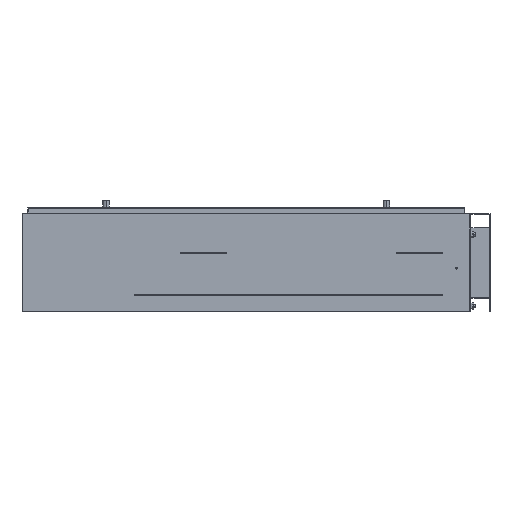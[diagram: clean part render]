
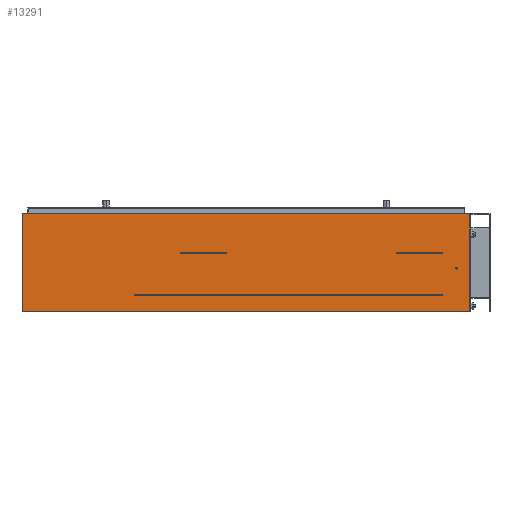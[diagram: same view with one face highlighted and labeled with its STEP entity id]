
A CAD part, left-side view. The second image highlights one B-rep face of the part: STEP entity #13291.
In plain terms, the highlighted planar face has unit normal (-1, 0, 0).
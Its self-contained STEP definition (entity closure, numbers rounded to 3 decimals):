
#1073 = VECTOR ( 'NONE', #12412, 1000. ) ;
#2263 = DIRECTION ( 'NONE',  ( 1., 0., 0. ) ) ;
#3459 = EDGE_CURVE ( 'NONE', #22543, #25604, #8272, .T. ) ;
#3555 = VECTOR ( 'NONE', #6555, 1000. ) ;
#4960 = VECTOR ( 'NONE', #6303, 1000. ) ;
#6303 = DIRECTION ( 'NONE',  ( 0., -1., 0. ) ) ;
#6555 = DIRECTION ( 'NONE',  ( 0., -1., 0. ) ) ;
#6584 = PLANE ( 'NONE',  #17064 ) ;
#7360 = ORIENTED_EDGE ( 'NONE', *, *, #27823, .T. ) ;
#7421 = FACE_OUTER_BOUND ( 'NONE', #13467, .T. ) ;
#8272 = LINE ( 'NONE', #14631, #1073 ) ;
#8375 = VECTOR ( 'NONE', #27638, 1000. ) ;
#12191 = CARTESIAN_POINT ( 'NONE',  ( -250., -800., -350. ) ) ;
#12412 = DIRECTION ( 'NONE',  ( 0., 0., 1. ) ) ;
#12453 = CARTESIAN_POINT ( 'NONE',  ( -250., -800., 0. ) ) ;
#12813 = CARTESIAN_POINT ( 'NONE',  ( -250., 800., 0. ) ) ;
#13291 = ADVANCED_FACE ( 'NONE', ( #7421 ), #6584, .F. ) ;
#13467 = EDGE_LOOP ( 'NONE', ( #7360, #24666, #14785, #28267 ) ) ;
#13473 = VERTEX_POINT ( 'NONE', #18210 ) ;
#14631 = CARTESIAN_POINT ( 'NONE',  ( -250., 800., -350. ) ) ;
#14785 = ORIENTED_EDGE ( 'NONE', *, *, #3459, .F. ) ;
#15069 = CARTESIAN_POINT ( 'NONE',  ( -250., 800., -350. ) ) ;
#15523 = CARTESIAN_POINT ( 'NONE',  ( -250., 800., -350. ) ) ;
#16258 = CARTESIAN_POINT ( 'NONE',  ( -250., 800., 0. ) ) ;
#17064 = AXIS2_PLACEMENT_3D ( 'NONE', #17652, #2263, #26645 ) ;
#17652 = CARTESIAN_POINT ( 'NONE',  ( -250., 800., -350. ) ) ;
#18210 = CARTESIAN_POINT ( 'NONE',  ( -250., -800., -350. ) ) ;
#18379 = LINE ( 'NONE', #15069, #4960 ) ;
#20581 = VERTEX_POINT ( 'NONE', #12453 ) ;
#21867 = EDGE_CURVE ( 'NONE', #22543, #13473, #18379, .T. ) ;
#22543 = VERTEX_POINT ( 'NONE', #15523 ) ;
#23895 = LINE ( 'NONE', #12813, #3555 ) ;
#24666 = ORIENTED_EDGE ( 'NONE', *, *, #27832, .F. ) ;
#25604 = VERTEX_POINT ( 'NONE', #16258 ) ;
#26645 = DIRECTION ( 'NONE',  ( 0., 0., -1. ) ) ;
#27638 = DIRECTION ( 'NONE',  ( 0., 0., 1. ) ) ;
#27713 = LINE ( 'NONE', #12191, #8375 ) ;
#27823 = EDGE_CURVE ( 'NONE', #13473, #20581, #27713, .T. ) ;
#27832 = EDGE_CURVE ( 'NONE', #25604, #20581, #23895, .T. ) ;
#28267 = ORIENTED_EDGE ( 'NONE', *, *, #21867, .T. ) ;
